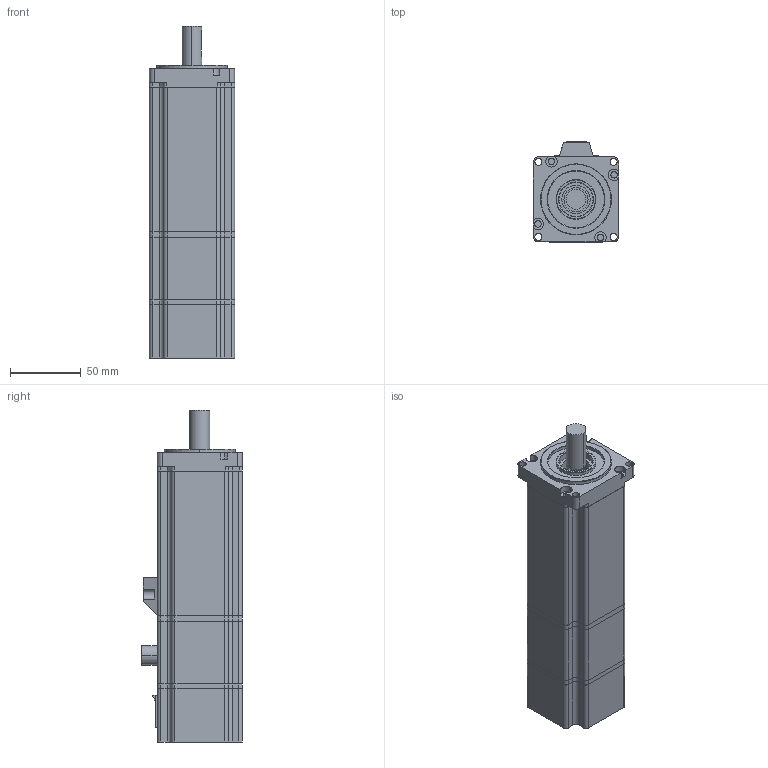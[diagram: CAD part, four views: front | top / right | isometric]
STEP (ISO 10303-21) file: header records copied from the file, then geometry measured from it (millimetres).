
FILE_DESCRIPTION (( 'STEP AP203' ), '1' );
FILE_NAME ('60-1.9N湍惕掅.STEP', '2017-06-24T10:16:59', ( '' ), ( '' ), 'SwSTEP 2.0', 'SolidWorks 2014', '' );
FILE_SCHEMA (( 'CONFIG_CONTROL_DESIGN' ));
Length unit declared in the file: millimetre
Products named in the file (11): 60惕掅儂褲; 60-1.9N隅赽; 60綴裔; 60-1.9N湍惕掅; 惕掅芛; 萇儂裔啣; 60粣; 60惕掅綴裔; 60晤鎢ん; 60ヶ裔; 60晤鎢ん裔啣
Assembly tree (10 placements, depth 2):
  60-1.9N湍惕掅
    60-1.9N隅赽
    60ヶ裔
    60綴裔
    60粣
    60晤鎢ん
    60晤鎢ん裔啣
    萇儂裔啣
    60惕掅儂褲
    60惕掅綴裔
    惕掅芛
Bounding box: 60 x 71 x 234 mm (x, y, z)
Volume: 308731.7 mm3; surface area: 119134.8 mm2
Topology: 13 solids, 13 shells, 391 faces, 1010 edges, 668 vertices
Faces by surface type: cylinder 223, plane 156, torus 8, cone 2, bspline 2
Entity records: 13483 total; most frequent: DIRECTION 2270, CARTESIAN_POINT 2148, ORIENTED_EDGE 2020, EDGE_CURVE 1010, AXIS2_PLACEMENT_3D 864, VERTEX_POINT 668, VECTOR 542, LINE 542
